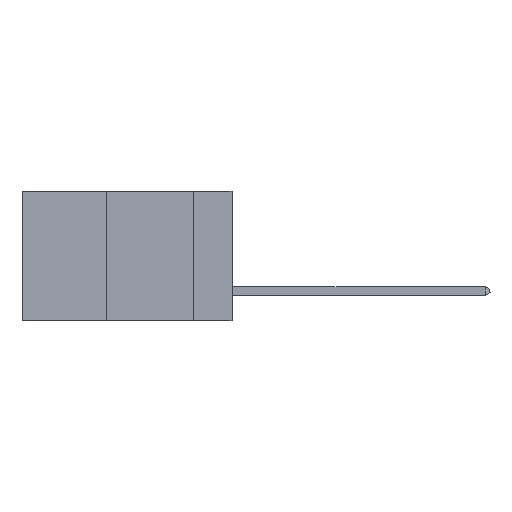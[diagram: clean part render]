
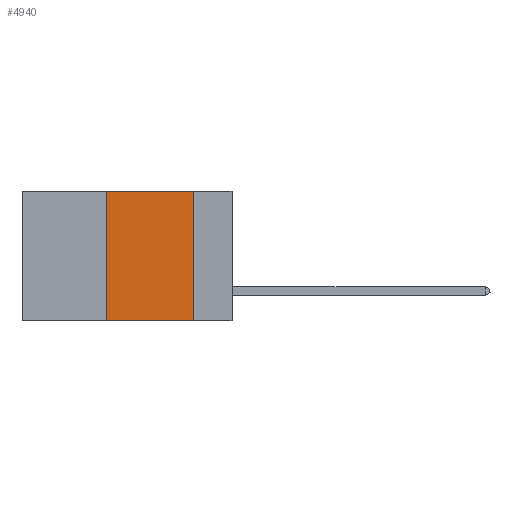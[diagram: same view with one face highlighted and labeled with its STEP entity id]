
A CAD part, left-side view. The second image highlights one B-rep face of the part: STEP entity #4940.
In plain terms, the highlighted planar face has unit normal (-1, 0, 0).
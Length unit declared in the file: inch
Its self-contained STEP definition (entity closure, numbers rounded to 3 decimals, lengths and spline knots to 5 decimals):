
#183 = EDGE_LOOP ( 'NONE', ( #840, #14819, #12060, #3509 ) ) ;
#311 = CARTESIAN_POINT ( 'NONE',  ( 0., 0.6, -0.37 ) ) ;
#840 = ORIENTED_EDGE ( 'NONE', *, *, #12050, .F. ) ;
#1274 = CARTESIAN_POINT ( 'NONE',  ( 0., 0.6, 0. ) ) ;
#1330 = EDGE_CURVE ( 'NONE', #14178, #6999, #1829, .T. ) ;
#1344 = VECTOR ( 'NONE', #10954, 39.37008 ) ;
#1829 = LINE ( 'NONE', #10865, #1344 ) ;
#1881 = CARTESIAN_POINT ( 'NONE',  ( 0., 0.36, 0. ) ) ;
#2530 = DIRECTION ( 'NONE',  ( 1., 0., 0. ) ) ;
#3509 = ORIENTED_EDGE ( 'NONE', *, *, #5308, .T. ) ;
#4940 = ADVANCED_FACE ( 'NONE', ( #14780 ), #15261, .F. ) ;
#4975 = EDGE_CURVE ( 'NONE', #6999, #7240, #15083, .T. ) ;
#5308 = EDGE_CURVE ( 'NONE', #14178, #10716, #13118, .T. ) ;
#6999 = VERTEX_POINT ( 'NONE', #1881 ) ;
#7240 = VERTEX_POINT ( 'NONE', #10066 ) ;
#8186 = VECTOR ( 'NONE', #14716, 39.37008 ) ;
#8713 = CARTESIAN_POINT ( 'NONE',  ( 0., 0.6, 0. ) ) ;
#10066 = CARTESIAN_POINT ( 'NONE',  ( 0., 0.11, 0. ) ) ;
#10150 = DIRECTION ( 'NONE',  ( 0., 0., -1. ) ) ;
#10391 = VECTOR ( 'NONE', #15719, 39.37008 ) ;
#10716 = VERTEX_POINT ( 'NONE', #15635 ) ;
#10865 = CARTESIAN_POINT ( 'NONE',  ( 0., 0.36, 0. ) ) ;
#10954 = DIRECTION ( 'NONE',  ( 0., 0., 1. ) ) ;
#11922 = CARTESIAN_POINT ( 'NONE',  ( 0., 0.36, -0.37 ) ) ;
#12050 = EDGE_CURVE ( 'NONE', #7240, #10716, #12276, .T. ) ;
#12060 = ORIENTED_EDGE ( 'NONE', *, *, #1330, .F. ) ;
#12276 = LINE ( 'NONE', #13374, #8186 ) ;
#12817 = AXIS2_PLACEMENT_3D ( 'NONE', #1274, #2530, #10150 ) ;
#13118 = LINE ( 'NONE', #311, #10391 ) ;
#13374 = CARTESIAN_POINT ( 'NONE',  ( 0., 0.11, 0. ) ) ;
#13618 = VECTOR ( 'NONE', #13829, 39.37008 ) ;
#13829 = DIRECTION ( 'NONE',  ( 0., -1., 0. ) ) ;
#14178 = VERTEX_POINT ( 'NONE', #11922 ) ;
#14716 = DIRECTION ( 'NONE',  ( 0., 0., -1. ) ) ;
#14780 = FACE_OUTER_BOUND ( 'NONE', #183, .T. ) ;
#14819 = ORIENTED_EDGE ( 'NONE', *, *, #4975, .F. ) ;
#15083 = LINE ( 'NONE', #8713, #13618 ) ;
#15261 = PLANE ( 'NONE',  #12817 ) ;
#15635 = CARTESIAN_POINT ( 'NONE',  ( 0., 0.11, -0.37 ) ) ;
#15719 = DIRECTION ( 'NONE',  ( 0., -1., 0. ) ) ;
